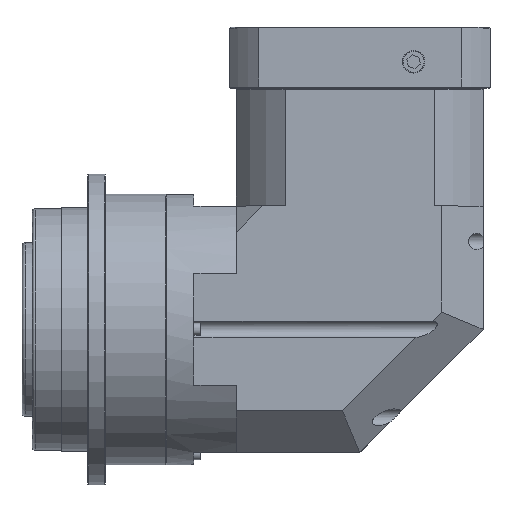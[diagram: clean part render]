
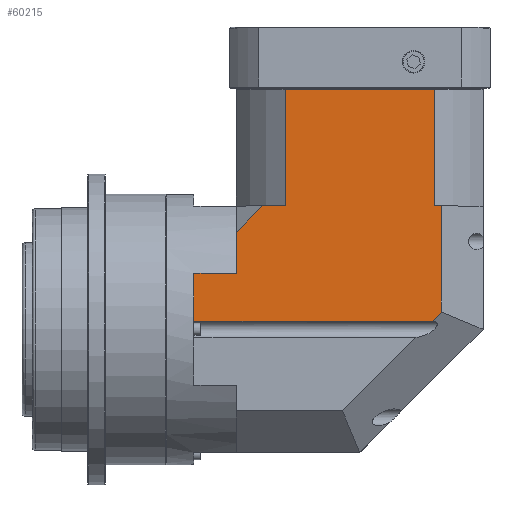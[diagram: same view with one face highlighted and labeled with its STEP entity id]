
A CAD part, top view. The second image highlights one B-rep face of the part: STEP entity #60215.
In plain terms, the highlighted planar face has unit normal (0, 0, 1).
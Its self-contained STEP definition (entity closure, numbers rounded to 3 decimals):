
#57727=CARTESIAN_POINT('',(16.,32.296,71.));
#57728=VERTEX_POINT('',#57727);
#57736=CARTESIAN_POINT('',(40.5,32.296,71.));
#57737=VERTEX_POINT('',#57736);
#57738=CARTESIAN_POINT('',(40.5,32.296,71.));
#57739=DIRECTION('',(-1.0,0.0,0.0));
#57740=VECTOR('',#57739,24.5);
#57741=LINE('',#57738,#57740);
#57742=EDGE_CURVE('',#57737,#57728,#57741,.T.);
#60121=CARTESIAN_POINT('',(182.5,138.5,71.));
#60122=DIRECTION('',(0.0,0.0,-1.0));
#60123=DIRECTION('',(0.0,-1.0,0.0));
#60124=AXIS2_PLACEMENT_3D('',#60121,#60122,#60123);
#60125=PLANE('',#60124);
#60126=CARTESIAN_POINT('',(16.,4.724,71.));
#60127=VERTEX_POINT('',#60126);
#60128=CARTESIAN_POINT('',(16.,4.724,71.));
#60129=DIRECTION('',(0.0,1.0,0.0));
#60130=VECTOR('',#60129,27.572);
#60131=LINE('',#60128,#60130);
#60132=EDGE_CURVE('',#60127,#57728,#60131,.T.);
#60133=ORIENTED_EDGE('',*,*,#60132,.F.);
#60134=CARTESIAN_POINT('',(153.282,4.724,71.));
#60135=VERTEX_POINT('',#60134);
#60136=CARTESIAN_POINT('',(16.,4.724,71.));
#60137=DIRECTION('',(1.0,0.0,0.0));
#60138=VECTOR('',#60137,137.282);
#60139=LINE('',#60136,#60138);
#60140=EDGE_CURVE('',#60127,#60135,#60139,.T.);
#60141=ORIENTED_EDGE('',*,*,#60140,.T.);
#60142=CARTESIAN_POINT('',(158.5,9.941,71.));
#60143=VERTEX_POINT('',#60142);
#60144=CARTESIAN_POINT('',(153.282,4.724,71.));
#60145=DIRECTION('',(0.707,0.707,0.0));
#60146=VECTOR('',#60145,7.379);
#60147=LINE('',#60144,#60146);
#60148=EDGE_CURVE('',#60135,#60143,#60147,.T.);
#60149=ORIENTED_EDGE('',*,*,#60148,.T.);
#60150=CARTESIAN_POINT('',(158.5,71.,71.));
#60151=VERTEX_POINT('',#60150);
#60152=CARTESIAN_POINT('',(158.5,9.941,71.));
#60153=DIRECTION('',(0.0,1.0,0.0));
#60154=VECTOR('',#60153,61.059);
#60155=LINE('',#60152,#60154);
#60156=EDGE_CURVE('',#60143,#60151,#60155,.T.);
#60157=ORIENTED_EDGE('',*,*,#60156,.T.);
#60158=CARTESIAN_POINT('',(154.488,71.,71.));
#60159=VERTEX_POINT('',#60158);
#60160=CARTESIAN_POINT('',(158.5,71.,71.));
#60161=DIRECTION('',(-1.0,0.0,0.0));
#60162=VECTOR('',#60161,4.012);
#60163=LINE('',#60160,#60162);
#60164=EDGE_CURVE('',#60151,#60159,#60163,.T.);
#60165=ORIENTED_EDGE('',*,*,#60164,.T.);
#60166=CARTESIAN_POINT('',(154.488,138.2,71.));
#60167=VERTEX_POINT('',#60166);
#60168=CARTESIAN_POINT('',(154.488,71.,71.));
#60169=DIRECTION('',(0.0,1.0,0.0));
#60170=VECTOR('',#60169,67.2);
#60171=LINE('',#60168,#60170);
#60172=EDGE_CURVE('',#60159,#60167,#60171,.T.);
#60173=ORIENTED_EDGE('',*,*,#60172,.T.);
#60174=CARTESIAN_POINT('',(68.512,138.2,71.));
#60175=VERTEX_POINT('',#60174);
#60176=CARTESIAN_POINT('',(154.488,138.2,71.));
#60177=DIRECTION('',(-1.0,0.0,0.0));
#60178=VECTOR('',#60177,85.977);
#60179=LINE('',#60176,#60178);
#60180=EDGE_CURVE('',#60167,#60175,#60179,.T.);
#60181=ORIENTED_EDGE('',*,*,#60180,.T.);
#60182=CARTESIAN_POINT('',(68.512,71.,71.));
#60183=VERTEX_POINT('',#60182);
#60184=CARTESIAN_POINT('',(68.512,71.,71.));
#60185=DIRECTION('',(0.0,1.0,0.0));
#60186=VECTOR('',#60185,67.2);
#60187=LINE('',#60184,#60186);
#60188=EDGE_CURVE('',#60183,#60175,#60187,.T.);
#60189=ORIENTED_EDGE('',*,*,#60188,.F.);
#60190=CARTESIAN_POINT('',(55.5,71.,71.));
#60191=VERTEX_POINT('',#60190);
#60192=CARTESIAN_POINT('',(68.512,71.,71.));
#60193=DIRECTION('',(-1.0,0.0,0.0));
#60194=VECTOR('',#60193,13.012);
#60195=LINE('',#60192,#60194);
#60196=EDGE_CURVE('',#60183,#60191,#60195,.T.);
#60197=ORIENTED_EDGE('',*,*,#60196,.T.);
#60198=CARTESIAN_POINT('',(40.5,56.,71.));
#60199=VERTEX_POINT('',#60198);
#60200=CARTESIAN_POINT('',(40.5,56.,71.));
#60201=DIRECTION('',(0.707,0.707,0.0));
#60202=VECTOR('',#60201,21.213);
#60203=LINE('',#60200,#60202);
#60204=EDGE_CURVE('',#60199,#60191,#60203,.T.);
#60205=ORIENTED_EDGE('',*,*,#60204,.F.);
#60206=CARTESIAN_POINT('',(40.5,32.296,71.));
#60207=DIRECTION('',(0.0,1.0,0.0));
#60208=VECTOR('',#60207,23.704);
#60209=LINE('',#60206,#60208);
#60210=EDGE_CURVE('',#57737,#60199,#60209,.T.);
#60211=ORIENTED_EDGE('',*,*,#60210,.F.);
#60212=ORIENTED_EDGE('',*,*,#57742,.T.);
#60213=EDGE_LOOP('',(#60133,#60141,#60149,#60157,#60165,#60173,#60181,#60189,#60197,#60205,#60211,#60212));
#60214=FACE_OUTER_BOUND('',#60213,.T.);
#60215=ADVANCED_FACE('',(#60214),#60125,.F.);
